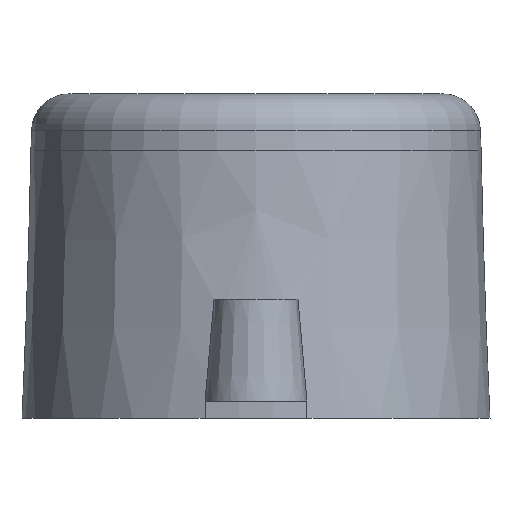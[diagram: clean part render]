
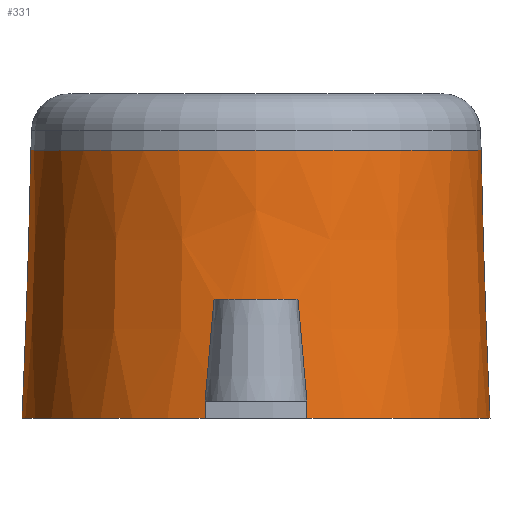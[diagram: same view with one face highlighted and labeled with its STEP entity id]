
A CAD part, left-side view. The second image highlights one B-rep face of the part: STEP entity #331.
In plain terms, the highlighted conical face has half-angle 1.9 degrees and reference radius 5.97 mm.
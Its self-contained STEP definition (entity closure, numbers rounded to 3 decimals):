
#16=ELLIPSE('',#359,76.1,6.137);
#17=ELLIPSE('',#361,76.1,6.137);
#18=ELLIPSE('',#363,76.1,6.137);
#19=ELLIPSE('',#367,76.1,6.137);
#20=CONICAL_SURFACE('',#358,5.97,0.033);
#28=CIRCLE('',#360,6.101);
#29=CIRCLE('',#362,6.206);
#30=CIRCLE('',#364,6.101);
#31=CIRCLE('',#365,5.97);
#32=CIRCLE('',#366,6.101);
#33=CIRCLE('',#368,6.206);
#50=FACE_OUTER_BOUND('',#71,.T.);
#71=EDGE_LOOP('',(#235,#236,#237,#238,#239,#240,#241,#242,#243,#244,#245,
#246,#247,#248,#249,#250));
#86=LINE('',#509,#112);
#89=LINE('',#516,#115);
#92=LINE('',#526,#118);
#95=LINE('',#533,#121);
#98=LINE('',#552,#124);
#112=VECTOR('',#395,10.);
#115=VECTOR('',#400,10.);
#118=VECTOR('',#411,10.);
#121=VECTOR('',#416,10.);
#124=VECTOR('',#439,5.97);
#138=VERTEX_POINT('',#507);
#139=VERTEX_POINT('',#508);
#141=VERTEX_POINT('',#514);
#142=VERTEX_POINT('',#515);
#144=VERTEX_POINT('',#524);
#145=VERTEX_POINT('',#525);
#147=VERTEX_POINT('',#531);
#148=VERTEX_POINT('',#532);
#150=VERTEX_POINT('',#541);
#151=VERTEX_POINT('',#543);
#152=VERTEX_POINT('',#547);
#153=VERTEX_POINT('',#549);
#154=VERTEX_POINT('',#551);
#155=VERTEX_POINT('',#554);
#167=EDGE_CURVE('',#138,#139,#86,.T.);
#170=EDGE_CURVE('',#141,#142,#89,.T.);
#175=EDGE_CURVE('',#144,#145,#92,.T.);
#178=EDGE_CURVE('',#147,#148,#95,.T.);
#183=EDGE_CURVE('',#139,#150,#16,.T.);
#184=EDGE_CURVE('',#150,#151,#28,.T.);
#185=EDGE_CURVE('',#151,#141,#17,.T.);
#186=EDGE_CURVE('',#142,#144,#29,.F.);
#187=EDGE_CURVE('',#145,#152,#18,.T.);
#188=EDGE_CURVE('',#152,#153,#30,.T.);
#189=EDGE_CURVE('',#153,#154,#98,.T.);
#190=EDGE_CURVE('',#154,#154,#31,.T.);
#191=EDGE_CURVE('',#153,#155,#32,.T.);
#192=EDGE_CURVE('',#155,#147,#19,.T.);
#193=EDGE_CURVE('',#148,#138,#33,.F.);
#235=ORIENTED_EDGE('',*,*,#167,.T.);
#236=ORIENTED_EDGE('',*,*,#183,.T.);
#237=ORIENTED_EDGE('',*,*,#184,.T.);
#238=ORIENTED_EDGE('',*,*,#185,.T.);
#239=ORIENTED_EDGE('',*,*,#170,.T.);
#240=ORIENTED_EDGE('',*,*,#186,.T.);
#241=ORIENTED_EDGE('',*,*,#175,.T.);
#242=ORIENTED_EDGE('',*,*,#187,.T.);
#243=ORIENTED_EDGE('',*,*,#188,.T.);
#244=ORIENTED_EDGE('',*,*,#189,.T.);
#245=ORIENTED_EDGE('',*,*,#190,.F.);
#246=ORIENTED_EDGE('',*,*,#189,.F.);
#247=ORIENTED_EDGE('',*,*,#191,.T.);
#248=ORIENTED_EDGE('',*,*,#192,.T.);
#249=ORIENTED_EDGE('',*,*,#178,.T.);
#250=ORIENTED_EDGE('',*,*,#193,.T.);
#331=ADVANCED_FACE('',(#50),#20,.T.);
#358=AXIS2_PLACEMENT_3D('',#540,#425,#426);
#359=AXIS2_PLACEMENT_3D('',#542,#427,#428);
#360=AXIS2_PLACEMENT_3D('',#544,#429,#430);
#361=AXIS2_PLACEMENT_3D('',#545,#431,#432);
#362=AXIS2_PLACEMENT_3D('',#546,#433,#434);
#363=AXIS2_PLACEMENT_3D('',#548,#435,#436);
#364=AXIS2_PLACEMENT_3D('',#550,#437,#438);
#365=AXIS2_PLACEMENT_3D('',#553,#440,#441);
#366=AXIS2_PLACEMENT_3D('',#555,#442,#443);
#367=AXIS2_PLACEMENT_3D('',#556,#444,#445);
#368=AXIS2_PLACEMENT_3D('',#557,#446,#447);
#395=DIRECTION('',(-0.034,0.,0.999));
#400=DIRECTION('',(0.034,0.,-0.999));
#411=DIRECTION('',(0.034,0.,0.999));
#416=DIRECTION('',(-0.034,0.,-0.999));
#425=DIRECTION('center_axis',(0.,0.,-1.));
#426=DIRECTION('ref_axis',(1.,0.,0.));
#427=DIRECTION('center_axis',(0.,-0.996,0.087));
#428=DIRECTION('ref_axis',(0.,0.087,0.996));
#429=DIRECTION('center_axis',(0.,0.,1.));
#430=DIRECTION('ref_axis',(1.,0.,0.));
#431=DIRECTION('center_axis',(0.,0.996,0.087));
#432=DIRECTION('ref_axis',(0.,-0.087,0.996));
#433=DIRECTION('center_axis',(0.,0.,-1.));
#434=DIRECTION('ref_axis',(1.,0.,0.));
#435=DIRECTION('center_axis',(0.,0.996,0.087));
#436=DIRECTION('ref_axis',(0.,-0.087,0.996));
#437=DIRECTION('center_axis',(0.,0.,1.));
#438=DIRECTION('ref_axis',(1.,0.,0.));
#439=DIRECTION('',(0.033,0.,0.999));
#440=DIRECTION('center_axis',(0.,0.,1.));
#441=DIRECTION('ref_axis',(1.,0.,0.));
#442=DIRECTION('center_axis',(0.,0.,1.));
#443=DIRECTION('ref_axis',(1.,0.,0.));
#444=DIRECTION('center_axis',(0.,-0.996,0.087));
#445=DIRECTION('ref_axis',(0.,0.087,0.996));
#446=DIRECTION('center_axis',(0.,0.,-1.));
#447=DIRECTION('ref_axis',(1.,0.,0.));
#507=CARTESIAN_POINT('',(21.43,28.176,5.9));
#508=CARTESIAN_POINT('',(21.415,28.176,6.352));
#509=CARTESIAN_POINT('',(21.423,28.176,6.126));
#514=CARTESIAN_POINT('',(21.415,30.876,6.352));
#515=CARTESIAN_POINT('',(21.43,30.876,5.9));
#516=CARTESIAN_POINT('',(21.423,30.876,6.126));
#524=CARTESIAN_POINT('',(9.316,30.876,5.9));
#525=CARTESIAN_POINT('',(9.331,30.876,6.352));
#526=CARTESIAN_POINT('',(9.324,30.876,6.126));
#531=CARTESIAN_POINT('',(9.331,28.176,6.352));
#532=CARTESIAN_POINT('',(9.316,28.176,5.9));
#533=CARTESIAN_POINT('',(9.324,28.176,6.126));
#540=CARTESIAN_POINT('Origin',(15.373,29.526,13.));
#541=CARTESIAN_POINT('',(21.372,28.412,9.052));
#542=CARTESIAN_POINT('Origin',(15.373,27.011,-6.963));
#543=CARTESIAN_POINT('',(21.372,30.64,9.052));
#544=CARTESIAN_POINT('Origin',(15.373,29.526,9.052));
#545=CARTESIAN_POINT('Origin',(15.373,32.041,-6.963));
#546=CARTESIAN_POINT('Origin',(15.373,29.526,5.9));
#547=CARTESIAN_POINT('',(9.374,30.64,9.052));
#548=CARTESIAN_POINT('Origin',(15.373,32.041,-6.963));
#549=CARTESIAN_POINT('',(9.272,29.526,9.052));
#550=CARTESIAN_POINT('Origin',(15.373,29.526,9.052));
#551=CARTESIAN_POINT('',(9.403,29.526,13.));
#552=CARTESIAN_POINT('',(9.403,29.526,13.));
#553=CARTESIAN_POINT('Origin',(15.373,29.526,13.));
#554=CARTESIAN_POINT('',(9.374,28.412,9.052));
#555=CARTESIAN_POINT('Origin',(15.373,29.526,9.052));
#556=CARTESIAN_POINT('Origin',(15.373,27.011,-6.963));
#557=CARTESIAN_POINT('Origin',(15.373,29.526,5.9));
